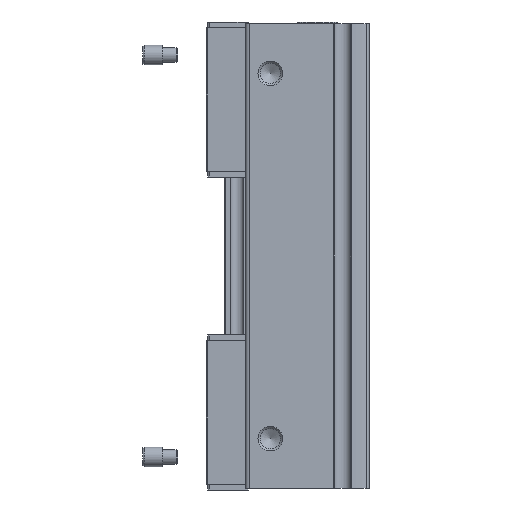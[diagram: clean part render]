
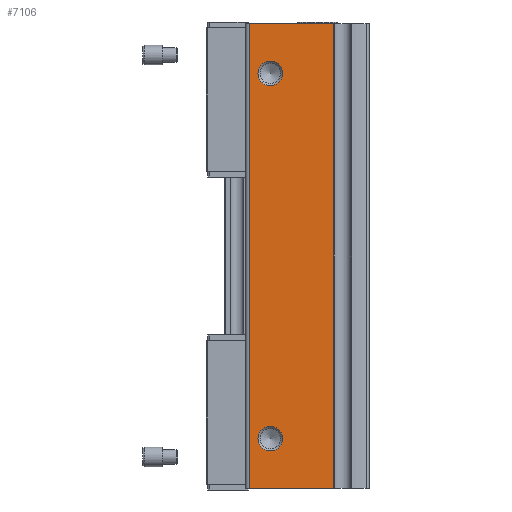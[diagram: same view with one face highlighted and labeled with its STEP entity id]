
A CAD part, left-side view. The second image highlights one B-rep face of the part: STEP entity #7106.
In plain terms, the highlighted planar face has unit normal (-1, 0, 0).
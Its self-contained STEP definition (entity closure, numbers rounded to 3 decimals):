
#130=PLANE('',#7614);
#388=LINE('',#10673,#1050);
#389=LINE('',#10679,#1051);
#390=LINE('',#10682,#1052);
#391=LINE('',#10683,#1053);
#1050=VECTOR('',#8431,1000.);
#1051=VECTOR('',#8438,1000.);
#1052=VECTOR('',#8439,1000.);
#1053=VECTOR('',#8440,1000.);
#1727=ORIENTED_EDGE('',*,*,#3731,.T.);
#1728=ORIENTED_EDGE('',*,*,#3732,.T.);
#1729=ORIENTED_EDGE('',*,*,#3733,.T.);
#1730=ORIENTED_EDGE('',*,*,#3734,.F.);
#1731=ORIENTED_EDGE('',*,*,#3730,.F.);
#1732=ORIENTED_EDGE('',*,*,#3735,.T.);
#3730=EDGE_CURVE('',#4732,#4730,#388,.T.);
#3731=EDGE_CURVE('',#4733,#4733,#5440,.T.);
#3732=EDGE_CURVE('',#4734,#4734,#5441,.T.);
#3733=EDGE_CURVE('',#4735,#4736,#389,.T.);
#3734=EDGE_CURVE('',#4730,#4736,#390,.T.);
#3735=EDGE_CURVE('',#4732,#4735,#391,.T.);
#4730=VERTEX_POINT('',#10668);
#4732=VERTEX_POINT('',#10672);
#4733=VERTEX_POINT('',#10676);
#4734=VERTEX_POINT('',#10678);
#4735=VERTEX_POINT('',#10680);
#4736=VERTEX_POINT('',#10681);
#5440=CIRCLE('',#7615,2.5);
#5441=CIRCLE('',#7616,2.5);
#5769=EDGE_LOOP('',(#1727));
#5770=EDGE_LOOP('',(#1728));
#5771=EDGE_LOOP('',(#1729,#1730,#1731,#1732));
#6361=FACE_BOUND('',#5769,.T.);
#6362=FACE_BOUND('',#5770,.T.);
#6363=FACE_BOUND('',#5771,.T.);
#7106=ADVANCED_FACE('',(#6361,#6362,#6363),#130,.T.);
#7614=AXIS2_PLACEMENT_3D('',#10674,#8432,#8433);
#7615=AXIS2_PLACEMENT_3D('',#10675,#8434,#8435);
#7616=AXIS2_PLACEMENT_3D('',#10677,#8436,#8437);
#8431=DIRECTION('',(0.,0.,1.));
#8432=DIRECTION('',(-1.,0.,0.));
#8433=DIRECTION('',(0.,0.,1.));
#8434=DIRECTION('',(1.,0.,0.));
#8435=DIRECTION('',(0.,0.,-1.));
#8436=DIRECTION('',(1.,0.,0.));
#8437=DIRECTION('',(0.,0.,-1.));
#8438=DIRECTION('',(0.,0.,1.));
#8439=DIRECTION('',(0.,-1.,0.));
#8440=DIRECTION('',(0.,-1.,0.));
#10668=CARTESIAN_POINT('',(-25.,24.25,0.));
#10672=CARTESIAN_POINT('',(-25.,24.25,-94.));
#10673=CARTESIAN_POINT('',(-25.,24.25,-94.));
#10674=CARTESIAN_POINT('',(-25.,24.25,-94.));
#10675=CARTESIAN_POINT('',(-25.,20.,-10.));
#10676=CARTESIAN_POINT('',(-25.,20.,-12.5));
#10677=CARTESIAN_POINT('',(-25.,20.,-84.));
#10678=CARTESIAN_POINT('',(-25.,20.,-86.5));
#10679=CARTESIAN_POINT('',(-25.,7.12,-94.));
#10680=CARTESIAN_POINT('',(-25.,7.12,-94.));
#10681=CARTESIAN_POINT('',(-25.,7.12,0.));
#10682=CARTESIAN_POINT('',(-25.,24.25,0.));
#10683=CARTESIAN_POINT('',(-25.,24.25,-94.));
